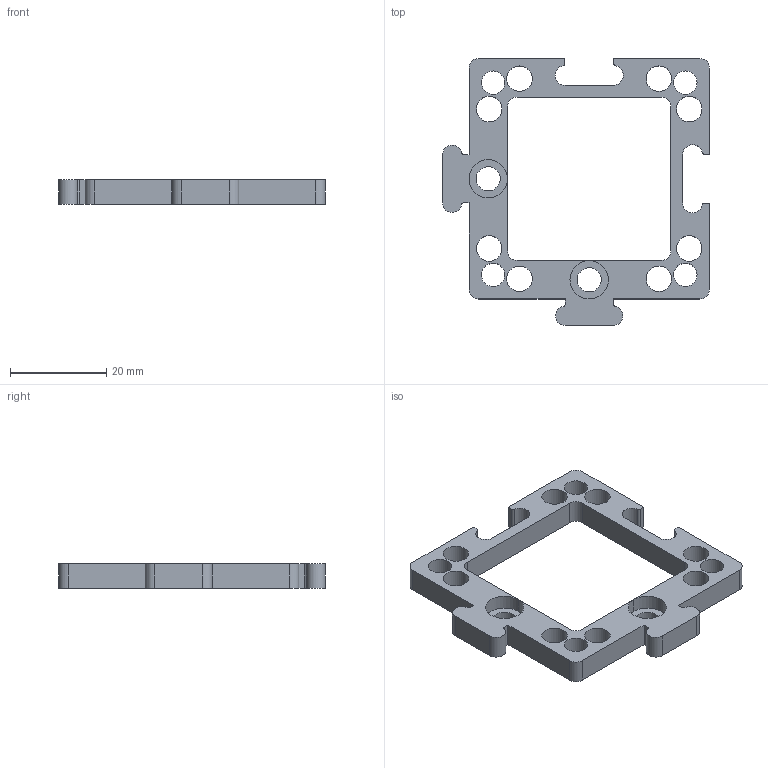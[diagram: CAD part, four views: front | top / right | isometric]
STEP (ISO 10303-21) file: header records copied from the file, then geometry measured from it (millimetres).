
FILE_DESCRIPTION(/* description */ (''),/* implementation_level */ '2;1');
FILE_NAME(/* name */ '10_Base_puzzle_v3.stp',/* time_stamp */ '2022-03-17T11:11:16-07:00',/* author */ ('Prakash Lab'),/* organization */ (''),/* preprocessor_version */ 'ST-DEVELOPER v18.1',/* originating_system */ 'Autodesk Inventor 2022',/* authorisation */ '');
FILE_SCHEMA (('AUTOMOTIVE_DESIGN { 1 0 10303 214 3 1 1 }'));
Length unit declared in the file: millimetre
Products named in the file (1): 10_Base_puzzle_v3
Bounding box: 55.5 x 55.5 x 5 mm (x, y, z)
Volume: 5068.9 mm3; surface area: 5236.6 mm2
Topology: 1 solids, 1 shells, 70 faces, 200 edges, 132 vertices
Faces by surface type: cylinder 42, plane 28
Full cylindrical faces by diameter (mm): 4.85 x4, 5 x2, 5.3 x8
Entity records: 2611 total; most frequent: CARTESIAN_POINT 467, DIRECTION 454, ORIENTED_EDGE 404, EDGE_CURVE 202, AXIS2_PLACEMENT_3D 168, VERTEX_POINT 132, LINE 118, VECTOR 118
